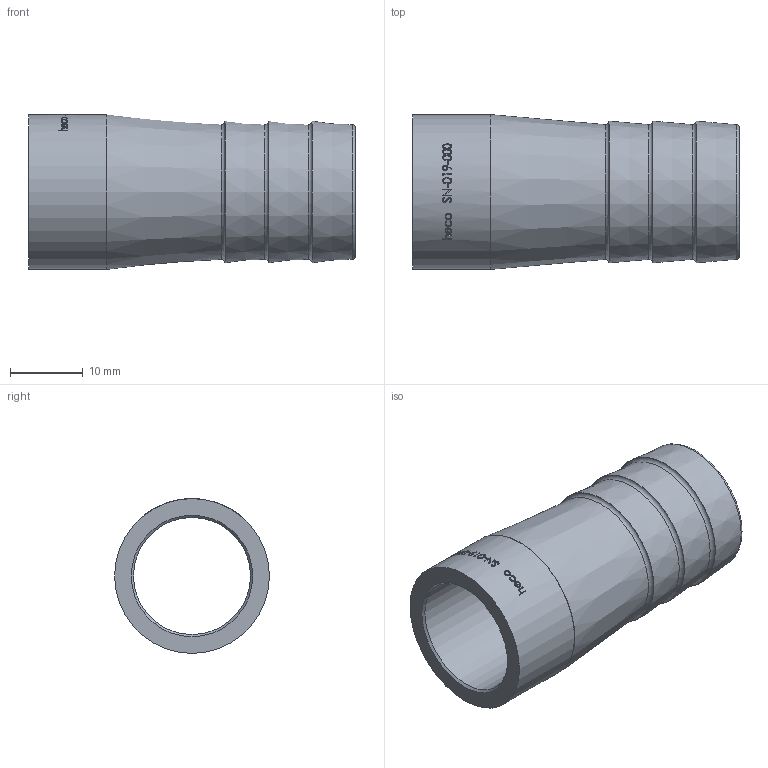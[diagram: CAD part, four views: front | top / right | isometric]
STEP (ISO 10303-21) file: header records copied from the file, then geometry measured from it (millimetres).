
FILE_DESCRIPTION (( 'STEP AP214' ), '1' );
FILE_NAME ('SN-019-000-x Anschweiß-Schlauchnippel 1805.STEP', '2019-08-27T13:21:38', ( '' ), ( '' ), 'SwSTEP 2.0', 'SolidWorks 2016', '' );
FILE_SCHEMA (( 'AUTOMOTIVE_DESIGN' ));
Length unit declared in the file: millimetre
Products named in the file (1): SN-019-000-x Anschweiß-Schlauchnippel 1805
Bounding box: 45 x 21.3 x 21.3 mm (x, y, z)
Volume: 4817.6 mm3; surface area: 5331.3 mm2
Topology: 1 solids, 1 shells, 176 faces, 453 edges, 300 vertices
Faces by surface type: bspline 106, plane 33, cylinder 23, cone 9, torus 5
Full cylindrical faces by diameter (mm): 16.1 x1, 21.3 x1
Entity records: 15086 total; most frequent: CARTESIAN_POINT 10126, ORIENTED_EDGE 858, EDGE_CURVE 429, B_SPLINE_CURVE_WITH_KNOTS 325, DIRECTION 296, VERTEX_POINT 292, EDGE_LOOP 215, FACE_OUTER_BOUND 183
